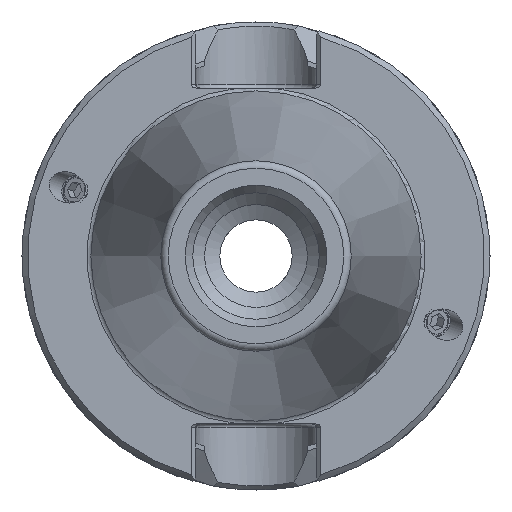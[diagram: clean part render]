
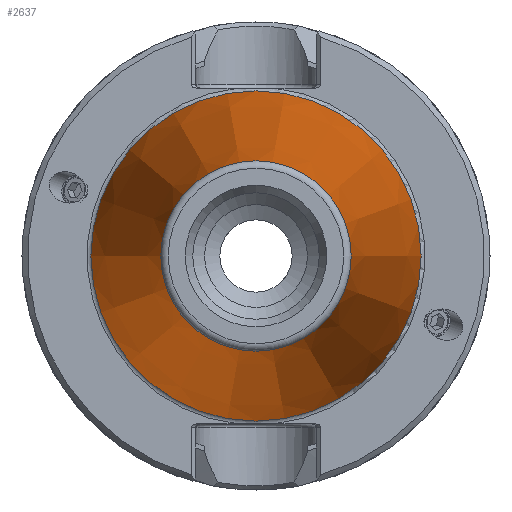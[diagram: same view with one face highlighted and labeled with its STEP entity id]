
A CAD part, left-side view. The second image highlights one B-rep face of the part: STEP entity #2637.
In plain terms, the highlighted conical face has half-angle 8.297 degrees and reference radius 17.456 mm.
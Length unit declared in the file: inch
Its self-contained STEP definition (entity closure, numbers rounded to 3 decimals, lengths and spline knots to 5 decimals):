
#2434=CARTESIAN_POINT('',(0.00001,0.875,0.0));
#2435=VERTEX_POINT('',#2434);
#2436=CARTESIAN_POINT('',(0.00001,0.0,0.0));
#2437=DIRECTION('',(-1.0,0.,0.0));
#2438=DIRECTION('',(0.,1.0,0.0));
#2439=AXIS2_PLACEMENT_3D('',#2436,#2437,#2438);
#2440=CIRCLE('',#2439,0.875);
#2441=EDGE_CURVE('',#2435,#2435,#2440,.T.);
#2602=CARTESIAN_POINT('',(-2.54077,0.50448,0.));
#2603=VERTEX_POINT('',#2602);
#2604=CARTESIAN_POINT('',(-2.54077,0.,0.));
#2605=DIRECTION('',(-1.0,0.0,0.0));
#2606=DIRECTION('',(0.0,-1.0,0.0));
#2607=AXIS2_PLACEMENT_3D('',#2604,#2605,#2606);
#2608=CIRCLE('',#2607,0.50448);
#2609=EDGE_CURVE('',#2603,#2603,#2608,.T.);
#2626=CARTESIAN_POINT('',(-1.2875,0.0,0.0));
#2627=DIRECTION('',(1.0,0.0,0.0));
#2628=DIRECTION('',(0.,1.0,0.0));
#2629=AXIS2_PLACEMENT_3D('',#2626,#2627,#2628);
#2630=CONICAL_SURFACE('',#2629,0.68724,8.297);
#2631=ORIENTED_EDGE('',*,*,#2441,.T.);
#2632=EDGE_LOOP('',(#2631));
#2633=FACE_OUTER_BOUND('',#2632,.T.);
#2634=ORIENTED_EDGE('',*,*,#2609,.F.);
#2635=EDGE_LOOP('',(#2634));
#2636=FACE_BOUND('',#2635,.T.);
#2637=ADVANCED_FACE('',(#2633,#2636),#2630,.T.);
